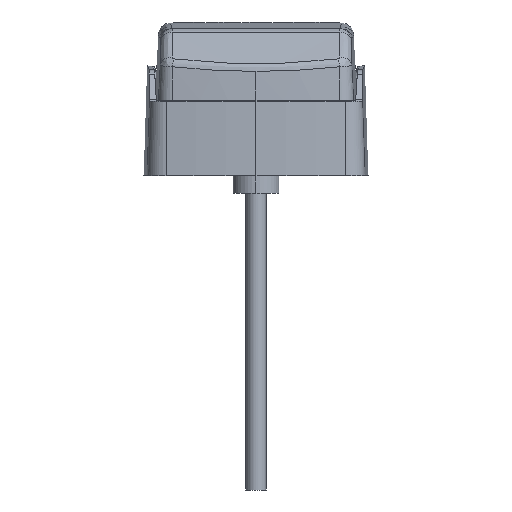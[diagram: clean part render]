
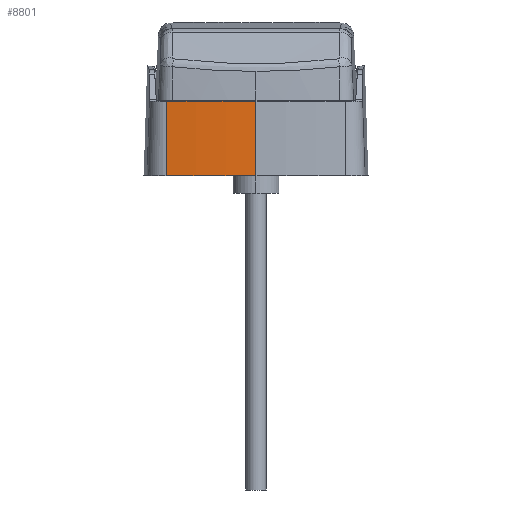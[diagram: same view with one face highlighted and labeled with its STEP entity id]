
A CAD part, left-side view. The second image highlights one B-rep face of the part: STEP entity #8801.
In plain terms, the highlighted conical face has half-angle 2 degrees and reference radius 133.853 mm.
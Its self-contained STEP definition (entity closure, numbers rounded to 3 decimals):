
#529 = DIRECTION ( 'NONE',  ( -0.035, 0., -0.999 ) ) ;
#898 = ORIENTED_EDGE ( 'NONE', *, *, #9634, .T. ) ;
#1231 = CIRCLE ( 'NONE', #10012, 133.853 ) ;
#2258 = DIRECTION ( 'NONE',  ( -1., 0., 0. ) ) ;
#3347 = CIRCLE ( 'NONE', #5884, 133.416 ) ;
#3904 = VERTEX_POINT ( 'NONE', #8374 ) ;
#4012 = VECTOR ( 'NONE', #529, 1000. ) ;
#4050 = EDGE_CURVE ( 'NONE', #10688, #3904, #4333, .T. ) ;
#4333 = LINE ( 'NONE', #8728, #11832 ) ;
#4501 = VERTEX_POINT ( 'NONE', #7037 ) ;
#5562 = DIRECTION ( 'NONE',  ( 0., 0., -1. ) ) ;
#5884 = AXIS2_PLACEMENT_3D ( 'NONE', #13186, #5562, #2258 ) ;
#6008 = EDGE_CURVE ( 'NONE', #4501, #10688, #1231, .T. ) ;
#6562 = ORIENTED_EDGE ( 'NONE', *, *, #7239, .F. ) ;
#6565 = DIRECTION ( 'NONE',  ( 0.035, -0.004, 0.999 ) ) ;
#6687 = CARTESIAN_POINT ( 'NONE',  ( -236.566, 0., 3.8 ) ) ;
#7037 = CARTESIAN_POINT ( 'NONE',  ( -237.003, 0., -8.7 ) ) ;
#7041 = LINE ( 'NONE', #11466, #4012 ) ;
#7228 = DIRECTION ( 'NONE',  ( 0., 0., -1. ) ) ;
#7239 = EDGE_CURVE ( 'NONE', #12908, #4501, #7041, .T. ) ;
#7443 = CARTESIAN_POINT ( 'NONE',  ( -103.15, 0., -8.7 ) ) ;
#7684 = ORIENTED_EDGE ( 'NONE', *, *, #4050, .F. ) ;
#7716 = CONICAL_SURFACE ( 'NONE', #9080, 133.853, 0.035 ) ;
#8312 = FACE_OUTER_BOUND ( 'NONE', #13240, .T. ) ;
#8348 = CARTESIAN_POINT ( 'NONE',  ( -236.144, 15.138, -8.7 ) ) ;
#8374 = CARTESIAN_POINT ( 'NONE',  ( -235.71, 15.089, 3.8 ) ) ;
#8728 = CARTESIAN_POINT ( 'NONE',  ( -235.54, 15.069, 8.7 ) ) ;
#8801 = ADVANCED_FACE ( 'NONE', ( #8312 ), #7716, .T. ) ;
#9080 = AXIS2_PLACEMENT_3D ( 'NONE', #7443, #7228, #9387 ) ;
#9387 = DIRECTION ( 'NONE',  ( -1., 0., 0. ) ) ;
#9634 = EDGE_CURVE ( 'NONE', #12908, #3904, #3347, .T. ) ;
#10012 = AXIS2_PLACEMENT_3D ( 'NONE', #12019, #10857, #11805 ) ;
#10688 = VERTEX_POINT ( 'NONE', #8348 ) ;
#10857 = DIRECTION ( 'NONE',  ( 0., 0., -1. ) ) ;
#11466 = CARTESIAN_POINT ( 'NONE',  ( -237.003, 0., -8.7 ) ) ;
#11805 = DIRECTION ( 'NONE',  ( -1., 0., 0. ) ) ;
#11832 = VECTOR ( 'NONE', #6565, 1000. ) ;
#12019 = CARTESIAN_POINT ( 'NONE',  ( -103.15, 0., -8.7 ) ) ;
#12908 = VERTEX_POINT ( 'NONE', #6687 ) ;
#13186 = CARTESIAN_POINT ( 'NONE',  ( -103.15, 0., 3.8 ) ) ;
#13240 = EDGE_LOOP ( 'NONE', ( #6562, #898, #7684, #13361 ) ) ;
#13361 = ORIENTED_EDGE ( 'NONE', *, *, #6008, .F. ) ;
